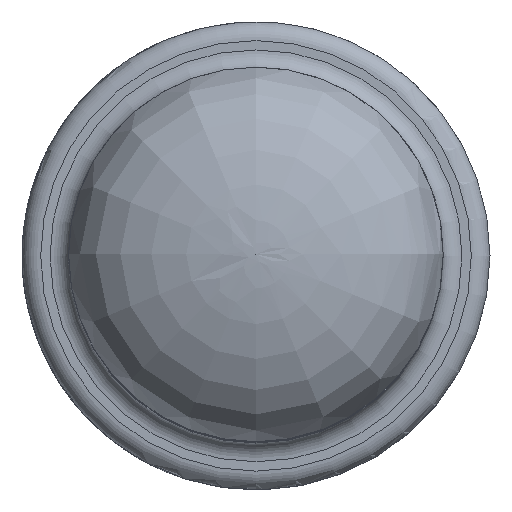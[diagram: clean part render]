
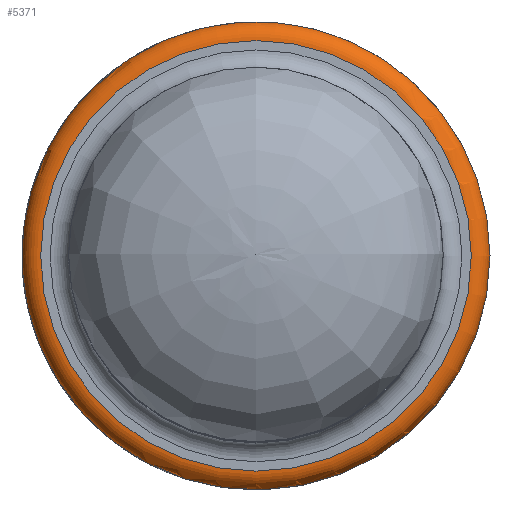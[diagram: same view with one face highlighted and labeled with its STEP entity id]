
A CAD part, top view. The second image highlights one B-rep face of the part: STEP entity #5371.
In plain terms, the highlighted toroidal (fillet/blend) face has major radius 23 mm and minor radius 2 mm.
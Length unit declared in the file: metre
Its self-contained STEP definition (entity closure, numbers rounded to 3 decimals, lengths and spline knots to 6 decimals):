
#12=TOROIDAL_SURFACE('',#5797,0.023,0.002);
#1659=ORIENTED_EDGE('',*,*,#3322,.F.);
#1660=ORIENTED_EDGE('',*,*,#3182,.F.);
#1661=ORIENTED_EDGE('',*,*,#3323,.F.);
#1662=ORIENTED_EDGE('',*,*,#3188,.F.);
#1663=ORIENTED_EDGE('',*,*,#3313,.F.);
#3182=EDGE_CURVE('',#4020,#4021,#4513,.F.);
#3188=EDGE_CURVE('',#4026,#4027,#4514,.F.);
#3313=EDGE_CURVE('',#4151,#4151,#4537,.T.);
#3322=EDGE_CURVE('',#4021,#4026,#4546,.F.);
#3323=EDGE_CURVE('',#4027,#4020,#4547,.F.);
#4020=VERTEX_POINT('',#7646);
#4021=VERTEX_POINT('',#7647);
#4026=VERTEX_POINT('',#7673);
#4027=VERTEX_POINT('',#7675);
#4151=VERTEX_POINT('',#8136);
#4513=CIRCLE('',#5746,0.025);
#4514=CIRCLE('',#5747,0.025);
#4537=CIRCLE('',#5783,0.023);
#4546=CIRCLE('',#5798,0.025);
#4547=CIRCLE('',#5799,0.025);
#4656=EDGE_LOOP('',(#1659,#1660,#1661,#1662));
#4657=EDGE_LOOP('',(#1663));
#5028=FACE_BOUND('',#4656,.T.);
#5029=FACE_BOUND('',#4657,.T.);
#5371=ADVANCED_FACE('',(#5028,#5029),#12,.T.);
#5746=AXIS2_PLACEMENT_3D('',#7645,#6128,#6129);
#5747=AXIS2_PLACEMENT_3D('',#7674,#6130,#6131);
#5783=AXIS2_PLACEMENT_3D('',#8135,#6224,#6225);
#5797=AXIS2_PLACEMENT_3D('',#8690,#6252,#6253);
#5798=AXIS2_PLACEMENT_3D('',#8691,#6254,#6255);
#5799=AXIS2_PLACEMENT_3D('',#8692,#6256,#6257);
#6128=DIRECTION('',(0.,0.,1.));
#6129=DIRECTION('',(1.,0.,0.));
#6130=DIRECTION('',(0.,0.,1.));
#6131=DIRECTION('',(1.,0.,0.));
#6224=DIRECTION('',(0.,0.,1.));
#6225=DIRECTION('',(1.,0.,0.));
#6252=DIRECTION('',(0.,0.,1.));
#6253=DIRECTION('',(1.,0.,0.));
#6254=DIRECTION('',(0.,0.,1.));
#6255=DIRECTION('',(1.,0.,0.));
#6256=DIRECTION('',(0.,0.,1.));
#6257=DIRECTION('',(1.,0.,0.));
#7645=CARTESIAN_POINT('',(0.,0.,0.006));
#7646=CARTESIAN_POINT('',(-0.013583,0.020988,0.006));
#7647=CARTESIAN_POINT('',(-0.022471,0.010956,0.006));
#7673=CARTESIAN_POINT('',(-0.02212,0.01165,0.006));
#7674=CARTESIAN_POINT('',(0.,0.,0.006));
#7675=CARTESIAN_POINT('',(-0.014395,0.02044,0.006));
#8135=CARTESIAN_POINT('',(0.,0.,0.008));
#8136=CARTESIAN_POINT('',(0.023,0.,0.008));
#8690=CARTESIAN_POINT('',(0.,0.,0.006));
#8691=CARTESIAN_POINT('',(0.,0.,0.006));
#8692=CARTESIAN_POINT('',(0.,0.,0.006));
